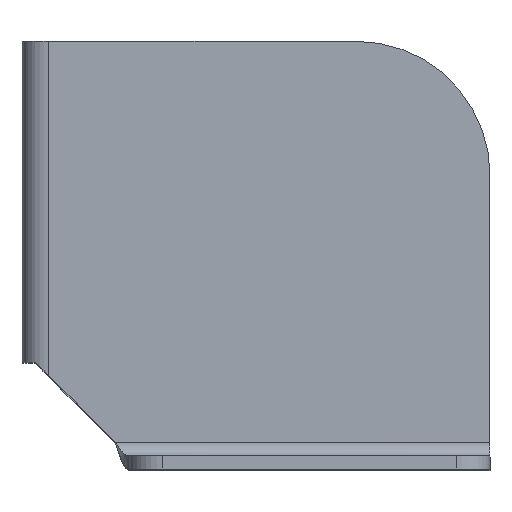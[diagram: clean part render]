
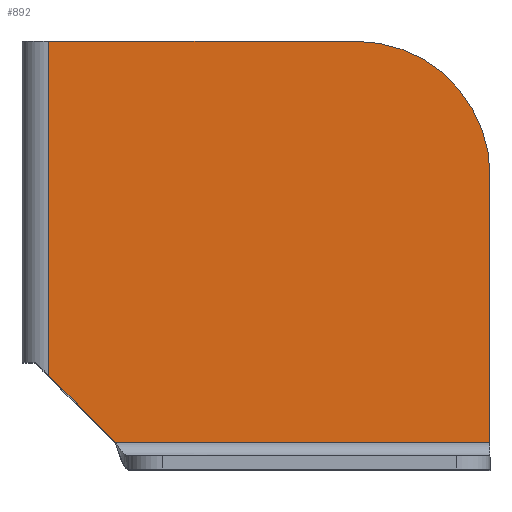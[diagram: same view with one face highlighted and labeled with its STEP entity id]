
A CAD part, top view. The second image highlights one B-rep face of the part: STEP entity #892.
In plain terms, the highlighted planar face has unit normal (0, 0, 1).
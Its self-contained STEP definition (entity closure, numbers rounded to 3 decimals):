
#52=PLANE('',#979);
#90=FACE_OUTER_BOUND('',#147,.T.);
#147=EDGE_LOOP('',(#682,#683,#684,#685,#686,#687));
#233=LINE('',#1429,#312);
#236=LINE('',#1435,#315);
#237=LINE('',#1437,#316);
#238=LINE('',#1439,#317);
#239=LINE('',#1440,#318);
#312=VECTOR('',#1153,10.);
#315=VECTOR('',#1158,10.);
#316=VECTOR('',#1159,10.);
#317=VECTOR('',#1160,10.);
#318=VECTOR('',#1161,10.);
#371=CIRCLE('',#976,20.);
#433=VERTEX_POINT('',#1419);
#434=VERTEX_POINT('',#1420);
#437=VERTEX_POINT('',#1428);
#439=VERTEX_POINT('',#1434);
#440=VERTEX_POINT('',#1436);
#441=VERTEX_POINT('',#1438);
#523=EDGE_CURVE('',#433,#434,#371,.T.);
#527=EDGE_CURVE('',#437,#434,#233,.T.);
#530=EDGE_CURVE('',#433,#439,#236,.T.);
#531=EDGE_CURVE('',#439,#440,#237,.T.);
#532=EDGE_CURVE('',#440,#441,#238,.T.);
#533=EDGE_CURVE('',#441,#437,#239,.T.);
#682=ORIENTED_EDGE('',*,*,#523,.F.);
#683=ORIENTED_EDGE('',*,*,#530,.T.);
#684=ORIENTED_EDGE('',*,*,#531,.T.);
#685=ORIENTED_EDGE('',*,*,#532,.T.);
#686=ORIENTED_EDGE('',*,*,#533,.T.);
#687=ORIENTED_EDGE('',*,*,#527,.T.);
#892=ADVANCED_FACE('',(#90),#52,.T.);
#976=AXIS2_PLACEMENT_3D('',#1421,#1145,#1146);
#979=AXIS2_PLACEMENT_3D('',#1433,#1156,#1157);
#1145=DIRECTION('center_axis',(0.,0.,
-1.));
#1146=DIRECTION('ref_axis',(0.707,0.707,0.));
#1153=DIRECTION('',(0.,1.,0.));
#1156=DIRECTION('center_axis',(0.,0.,
1.));
#1157=DIRECTION('ref_axis',(1.,0.,0.));
#1158=DIRECTION('',(-1.,0.,0.));
#1159=DIRECTION('',(0.,-1.,0.));
#1160=DIRECTION('',(0.707,-0.707,0.));
#1161=DIRECTION('',(1.,0.,0.));
#1419=CARTESIAN_POINT('',(50.,66.,52.));
#1420=CARTESIAN_POINT('',(70.,46.,52.));
#1421=CARTESIAN_POINT('Origin',(50.,46.,52.));
#1428=CARTESIAN_POINT('',(70.,6.,52.));
#1429=CARTESIAN_POINT('',(70.,96.,52.));
#1433=CARTESIAN_POINT('Origin',(34.738,50.,52.));
#1434=CARTESIAN_POINT('',(4.,66.,52.));
#1435=CARTESIAN_POINT('',(52.369,66.,52.));
#1436=CARTESIAN_POINT('',(4.,16.,52.));
#1437=CARTESIAN_POINT('',(4.,50.,52.));
#1438=CARTESIAN_POINT('',(14.,6.,52.));
#1439=CARTESIAN_POINT('',(2.185,17.815,52.));
#1440=CARTESIAN_POINT('',(24.369,6.,52.));
